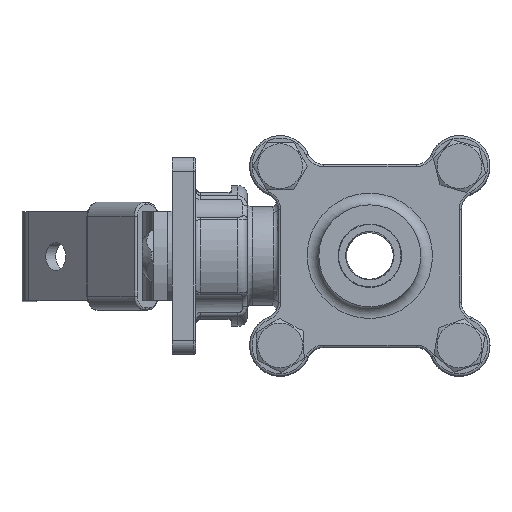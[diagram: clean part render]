
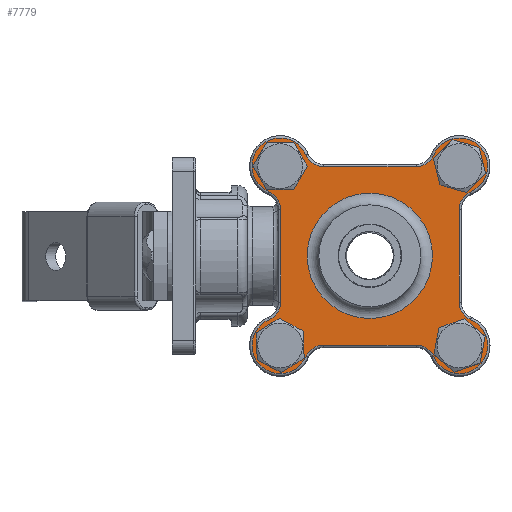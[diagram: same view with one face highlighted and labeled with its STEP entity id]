
A CAD part, top view. The second image highlights one B-rep face of the part: STEP entity #7779.
In plain terms, the highlighted face is planar.
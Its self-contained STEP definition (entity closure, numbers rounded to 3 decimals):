
#444=FACE_BOUND('',#1252,.T.);
#445=FACE_BOUND('',#1253,.T.);
#446=FACE_BOUND('',#1254,.T.);
#447=FACE_BOUND('',#1255,.T.);
#448=FACE_BOUND('',#1256,.T.);
#528=PLANE('',#8511);
#759=FACE_OUTER_BOUND('',#1251,.T.);
#1251=EDGE_LOOP('',(#5722,#5723,#5724,#5725,#5726,#5727,#5728,#5729,#5730,
#5731,#5732,#5733,#5734,#5735,#5736,#5737));
#1252=EDGE_LOOP('',(#5738,#5739));
#1253=EDGE_LOOP('',(#5740,#5741));
#1254=EDGE_LOOP('',(#5742,#5743));
#1255=EDGE_LOOP('',(#5744,#5745));
#1256=EDGE_LOOP('',(#5746,#5747));
#1812=LINE('',#13489,#2236);
#1813=LINE('',#13494,#2237);
#1814=LINE('',#13499,#2238);
#1815=LINE('',#13507,#2239);
#2236=VECTOR('',#10055,1000.);
#2237=VECTOR('',#10060,1000.);
#2238=VECTOR('',#10065,1000.);
#2239=VECTOR('',#10072,1000.);
#2586=CIRCLE('',#8394,13.35);
#2587=CIRCLE('',#8395,13.35);
#2600=CIRCLE('',#8412,6.);
#2604=CIRCLE('',#8417,6.);
#2622=CIRCLE('',#8439,3.65);
#2623=CIRCLE('',#8440,3.65);
#2626=CIRCLE('',#8444,3.65);
#2627=CIRCLE('',#8445,3.65);
#2630=CIRCLE('',#8449,3.65);
#2631=CIRCLE('',#8450,3.65);
#2634=CIRCLE('',#8454,3.65);
#2635=CIRCLE('',#8455,3.65);
#2670=CIRCLE('',#8512,6.);
#2671=CIRCLE('',#8513,4.);
#2672=CIRCLE('',#8514,4.);
#2673=CIRCLE('',#8515,4.);
#2674=CIRCLE('',#8516,4.);
#2675=CIRCLE('',#8517,4.);
#2676=CIRCLE('',#8518,4.);
#2677=CIRCLE('',#8519,6.);
#2678=CIRCLE('',#8520,4.);
#2679=CIRCLE('',#8521,4.);
#3233=VERTEX_POINT('',#12959);
#3234=VERTEX_POINT('',#12960);
#3246=VERTEX_POINT('',#12993);
#3247=VERTEX_POINT('',#12994);
#3250=VERTEX_POINT('',#13002);
#3251=VERTEX_POINT('',#13003);
#3276=VERTEX_POINT('',#13131);
#3277=VERTEX_POINT('',#13132);
#3280=VERTEX_POINT('',#13141);
#3281=VERTEX_POINT('',#13142);
#3284=VERTEX_POINT('',#13151);
#3285=VERTEX_POINT('',#13152);
#3288=VERTEX_POINT('',#13161);
#3289=VERTEX_POINT('',#13162);
#3338=VERTEX_POINT('',#13483);
#3339=VERTEX_POINT('',#13484);
#3340=VERTEX_POINT('',#13486);
#3341=VERTEX_POINT('',#13488);
#3342=VERTEX_POINT('',#13491);
#3343=VERTEX_POINT('',#13493);
#3344=VERTEX_POINT('',#13496);
#3345=VERTEX_POINT('',#13498);
#3346=VERTEX_POINT('',#13500);
#3347=VERTEX_POINT('',#13502);
#3348=VERTEX_POINT('',#13504);
#3349=VERTEX_POINT('',#13506);
#4081=EDGE_CURVE('',#3233,#3234,#2586,.T.);
#4082=EDGE_CURVE('',#3234,#3233,#2587,.T.);
#4098=EDGE_CURVE('',#3246,#3247,#2600,.T.);
#4102=EDGE_CURVE('',#3250,#3251,#2604,.T.);
#4129=EDGE_CURVE('',#3276,#3277,#2622,.T.);
#4130=EDGE_CURVE('',#3277,#3276,#2623,.T.);
#4134=EDGE_CURVE('',#3280,#3281,#2626,.T.);
#4135=EDGE_CURVE('',#3281,#3280,#2627,.T.);
#4139=EDGE_CURVE('',#3284,#3285,#2630,.T.);
#4140=EDGE_CURVE('',#3285,#3284,#2631,.T.);
#4144=EDGE_CURVE('',#3288,#3289,#2634,.T.);
#4145=EDGE_CURVE('',#3289,#3288,#2635,.T.);
#4226=EDGE_CURVE('',#3338,#3339,#2670,.T.);
#4227=EDGE_CURVE('',#3339,#3340,#2671,.T.);
#4228=EDGE_CURVE('',#3340,#3341,#1812,.T.);
#4229=EDGE_CURVE('',#3341,#3246,#2672,.T.);
#4230=EDGE_CURVE('',#3247,#3342,#2673,.T.);
#4231=EDGE_CURVE('',#3342,#3343,#1813,.T.);
#4232=EDGE_CURVE('',#3343,#3250,#2674,.T.);
#4233=EDGE_CURVE('',#3251,#3344,#2675,.T.);
#4234=EDGE_CURVE('',#3344,#3345,#1814,.T.);
#4235=EDGE_CURVE('',#3345,#3346,#2676,.T.);
#4236=EDGE_CURVE('',#3346,#3347,#2677,.T.);
#4237=EDGE_CURVE('',#3347,#3348,#2678,.T.);
#4238=EDGE_CURVE('',#3348,#3349,#1815,.T.);
#4239=EDGE_CURVE('',#3349,#3338,#2679,.T.);
#5722=ORIENTED_EDGE('',*,*,#4226,.T.);
#5723=ORIENTED_EDGE('',*,*,#4227,.T.);
#5724=ORIENTED_EDGE('',*,*,#4228,.T.);
#5725=ORIENTED_EDGE('',*,*,#4229,.T.);
#5726=ORIENTED_EDGE('',*,*,#4098,.T.);
#5727=ORIENTED_EDGE('',*,*,#4230,.T.);
#5728=ORIENTED_EDGE('',*,*,#4231,.T.);
#5729=ORIENTED_EDGE('',*,*,#4232,.T.);
#5730=ORIENTED_EDGE('',*,*,#4102,.T.);
#5731=ORIENTED_EDGE('',*,*,#4233,.T.);
#5732=ORIENTED_EDGE('',*,*,#4234,.T.);
#5733=ORIENTED_EDGE('',*,*,#4235,.T.);
#5734=ORIENTED_EDGE('',*,*,#4236,.T.);
#5735=ORIENTED_EDGE('',*,*,#4237,.T.);
#5736=ORIENTED_EDGE('',*,*,#4238,.T.);
#5737=ORIENTED_EDGE('',*,*,#4239,.T.);
#5738=ORIENTED_EDGE('',*,*,#4129,.T.);
#5739=ORIENTED_EDGE('',*,*,#4130,.T.);
#5740=ORIENTED_EDGE('',*,*,#4134,.T.);
#5741=ORIENTED_EDGE('',*,*,#4135,.T.);
#5742=ORIENTED_EDGE('',*,*,#4139,.T.);
#5743=ORIENTED_EDGE('',*,*,#4140,.T.);
#5744=ORIENTED_EDGE('',*,*,#4144,.T.);
#5745=ORIENTED_EDGE('',*,*,#4145,.T.);
#5746=ORIENTED_EDGE('',*,*,#4081,.T.);
#5747=ORIENTED_EDGE('',*,*,#4082,.T.);
#7779=ADVANCED_FACE('',(#759,#444,#445,#446,#447,#448),#528,.F.);
#8394=AXIS2_PLACEMENT_3D('',#12961,#9770,#9771);
#8395=AXIS2_PLACEMENT_3D('',#12962,#9772,#9773);
#8412=AXIS2_PLACEMENT_3D('',#12995,#9809,#9810);
#8417=AXIS2_PLACEMENT_3D('',#13004,#9819,#9820);
#8439=AXIS2_PLACEMENT_3D('',#13133,#9864,#9865);
#8440=AXIS2_PLACEMENT_3D('',#13134,#9866,#9867);
#8444=AXIS2_PLACEMENT_3D('',#13143,#9875,#9876);
#8445=AXIS2_PLACEMENT_3D('',#13144,#9877,#9878);
#8449=AXIS2_PLACEMENT_3D('',#13153,#9886,#9887);
#8450=AXIS2_PLACEMENT_3D('',#13154,#9888,#9889);
#8454=AXIS2_PLACEMENT_3D('',#13163,#9897,#9898);
#8455=AXIS2_PLACEMENT_3D('',#13164,#9899,#9900);
#8511=AXIS2_PLACEMENT_3D('',#13482,#10049,#10050);
#8512=AXIS2_PLACEMENT_3D('',#13485,#10051,#10052);
#8513=AXIS2_PLACEMENT_3D('',#13487,#10053,#10054);
#8514=AXIS2_PLACEMENT_3D('',#13490,#10056,#10057);
#8515=AXIS2_PLACEMENT_3D('',#13492,#10058,#10059);
#8516=AXIS2_PLACEMENT_3D('',#13495,#10061,#10062);
#8517=AXIS2_PLACEMENT_3D('',#13497,#10063,#10064);
#8518=AXIS2_PLACEMENT_3D('',#13501,#10066,#10067);
#8519=AXIS2_PLACEMENT_3D('',#13503,#10068,#10069);
#8520=AXIS2_PLACEMENT_3D('',#13505,#10070,#10071);
#8521=AXIS2_PLACEMENT_3D('',#13508,#10073,#10074);
#9770=DIRECTION('center_axis',(0.,0.,1.));
#9771=DIRECTION('ref_axis',(1.,0.,0.));
#9772=DIRECTION('center_axis',(0.,0.,1.));
#9773=DIRECTION('ref_axis',(1.,0.,0.));
#9809=DIRECTION('center_axis',(0.,0.,-1.));
#9810=DIRECTION('ref_axis',(1.,0.,0.));
#9819=DIRECTION('center_axis',(0.,0.,-1.));
#9820=DIRECTION('ref_axis',(1.,0.,0.));
#9864=DIRECTION('center_axis',(0.,0.,1.));
#9865=DIRECTION('ref_axis',(1.,0.,0.));
#9866=DIRECTION('center_axis',(0.,0.,1.));
#9867=DIRECTION('ref_axis',(1.,0.,0.));
#9875=DIRECTION('center_axis',(0.,0.,1.));
#9876=DIRECTION('ref_axis',(1.,0.,0.));
#9877=DIRECTION('center_axis',(0.,0.,1.));
#9878=DIRECTION('ref_axis',(1.,0.,0.));
#9886=DIRECTION('center_axis',(0.,0.,1.));
#9887=DIRECTION('ref_axis',(1.,0.,0.));
#9888=DIRECTION('center_axis',(0.,0.,1.));
#9889=DIRECTION('ref_axis',(1.,0.,0.));
#9897=DIRECTION('center_axis',(0.,0.,1.));
#9898=DIRECTION('ref_axis',(1.,0.,0.));
#9899=DIRECTION('center_axis',(0.,0.,1.));
#9900=DIRECTION('ref_axis',(1.,0.,0.));
#10049=DIRECTION('center_axis',(0.,0.,1.));
#10050=DIRECTION('ref_axis',(1.,0.,0.));
#10051=DIRECTION('center_axis',(0.,0.,-1.));
#10052=DIRECTION('ref_axis',(1.,0.,0.));
#10053=DIRECTION('center_axis',(0.,0.,1.));
#10054=DIRECTION('ref_axis',(1.,0.,0.));
#10055=DIRECTION('',(1.,0.,0.));
#10056=DIRECTION('center_axis',(0.,0.,1.));
#10057=DIRECTION('ref_axis',(1.,0.,0.));
#10058=DIRECTION('center_axis',(0.,0.,1.));
#10059=DIRECTION('ref_axis',(1.,0.,0.));
#10060=DIRECTION('',(0.,-1.,0.));
#10061=DIRECTION('center_axis',(0.,0.,1.));
#10062=DIRECTION('ref_axis',(1.,0.,0.));
#10063=DIRECTION('center_axis',(0.,0.,1.));
#10064=DIRECTION('ref_axis',(1.,0.,0.));
#10065=DIRECTION('',(-1.,0.,0.));
#10066=DIRECTION('center_axis',(0.,0.,1.));
#10067=DIRECTION('ref_axis',(1.,0.,0.));
#10068=DIRECTION('center_axis',(0.,0.,-1.));
#10069=DIRECTION('ref_axis',(1.,0.,0.));
#10070=DIRECTION('center_axis',(0.,0.,1.));
#10071=DIRECTION('ref_axis',(1.,0.,0.));
#10072=DIRECTION('',(0.,1.,0.));
#10073=DIRECTION('center_axis',(0.,0.,1.));
#10074=DIRECTION('ref_axis',(1.,0.,0.));
#12959=CARTESIAN_POINT('',(13.35,0.,-9.7));
#12960=CARTESIAN_POINT('',(-13.35,0.,-9.7));
#12961=CARTESIAN_POINT('Origin',(0.,0.,-9.7));
#12962=CARTESIAN_POINT('Origin',(0.,0.,-9.7));
#12993=CARTESIAN_POINT('',(13.575,21.44,-9.7));
#12994=CARTESIAN_POINT('',(21.44,13.575,-9.7));
#12995=CARTESIAN_POINT('Origin',(19.1,19.1,-9.7));
#13002=CARTESIAN_POINT('',(21.44,-13.575,-9.7));
#13003=CARTESIAN_POINT('',(13.575,-21.44,-9.7));
#13004=CARTESIAN_POINT('Origin',(19.1,-19.1,-9.7));
#13131=CARTESIAN_POINT('',(22.75,19.1,-9.7));
#13132=CARTESIAN_POINT('',(15.45,19.1,-9.7));
#13133=CARTESIAN_POINT('Origin',(19.1,19.1,-9.7));
#13134=CARTESIAN_POINT('Origin',(19.1,19.1,-9.7));
#13141=CARTESIAN_POINT('',(22.75,-19.1,-9.7));
#13142=CARTESIAN_POINT('',(15.45,-19.1,-9.7));
#13143=CARTESIAN_POINT('Origin',(19.1,-19.1,-9.7));
#13144=CARTESIAN_POINT('Origin',(19.1,-19.1,-9.7));
#13151=CARTESIAN_POINT('',(-15.45,19.1,-9.7));
#13152=CARTESIAN_POINT('',(-22.75,19.1,-9.7));
#13153=CARTESIAN_POINT('Origin',(-19.1,19.1,-9.7));
#13154=CARTESIAN_POINT('Origin',(-19.1,19.1,-9.7));
#13161=CARTESIAN_POINT('',(-15.45,-19.1,-9.7));
#13162=CARTESIAN_POINT('',(-22.75,-19.1,-9.7));
#13163=CARTESIAN_POINT('Origin',(-19.1,-19.1,-9.7));
#13164=CARTESIAN_POINT('Origin',(-19.1,-19.1,-9.7));
#13482=CARTESIAN_POINT('Origin',(-9.892,-23.,-9.7));
#13483=CARTESIAN_POINT('',(-21.44,13.575,-9.7));
#13484=CARTESIAN_POINT('',(-13.575,21.44,-9.7));
#13485=CARTESIAN_POINT('Origin',(-19.1,19.1,-9.7));
#13486=CARTESIAN_POINT('',(-9.892,19.,-9.7));
#13487=CARTESIAN_POINT('Origin',(-9.892,23.,-9.7));
#13488=CARTESIAN_POINT('',(9.892,19.,-9.7));
#13489=CARTESIAN_POINT('',(9.892,19.,-9.7));
#13490=CARTESIAN_POINT('Origin',(9.892,23.,-9.7));
#13491=CARTESIAN_POINT('',(19.,9.892,-9.7));
#13492=CARTESIAN_POINT('Origin',(23.,9.892,-9.7));
#13493=CARTESIAN_POINT('',(19.,-9.892,-9.7));
#13494=CARTESIAN_POINT('',(19.,-9.892,-9.7));
#13495=CARTESIAN_POINT('Origin',(23.,-9.892,-9.7));
#13496=CARTESIAN_POINT('',(9.892,-19.,-9.7));
#13497=CARTESIAN_POINT('Origin',(9.892,-23.,-9.7));
#13498=CARTESIAN_POINT('',(-9.892,-19.,-9.7));
#13499=CARTESIAN_POINT('',(-9.892,-19.,-9.7));
#13500=CARTESIAN_POINT('',(-13.575,-21.44,-9.7));
#13501=CARTESIAN_POINT('Origin',(-9.892,-23.,-9.7));
#13502=CARTESIAN_POINT('',(-21.44,-13.575,-9.7));
#13503=CARTESIAN_POINT('Origin',(-19.1,-19.1,-9.7));
#13504=CARTESIAN_POINT('',(-19.,-9.892,-9.7));
#13505=CARTESIAN_POINT('Origin',(-23.,-9.892,-9.7));
#13506=CARTESIAN_POINT('',(-19.,9.892,-9.7));
#13507=CARTESIAN_POINT('',(-19.,9.892,-9.7));
#13508=CARTESIAN_POINT('Origin',(-23.,9.892,-9.7));
